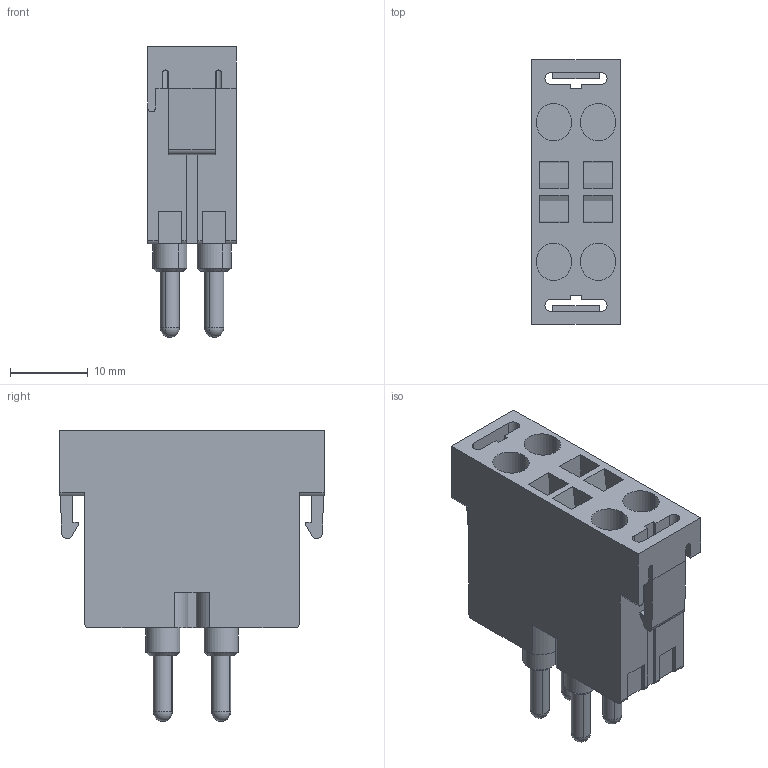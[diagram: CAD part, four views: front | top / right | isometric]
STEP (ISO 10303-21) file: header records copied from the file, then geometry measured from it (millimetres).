
FILE_DESCRIPTION(('CATIA V5 STEP Exchange','CAx-IF Rec.Pracs.--- Model Styling and Organization---1.2---2011-12-15'),'2;1');
FILE_NAME ('019931-3_1', '2018-08-27T13:14:58+00:00', ('none'), ('Weidmueller'), 'CATIA Version 5-6 Release 2014', 'CATIA V5 STEP AP214', 'none');
FILE_SCHEMA(('AUTOMOTIVE_DESIGN { 1 0 10303 214 1 1 1 1 }'));
Length unit declared in the file: millimetre
Products named in the file (1): 1730120000
Bounding box: 11.4 x 34 x 37.42 mm (x, y, z)
Volume: 7942.6 mm3; surface area: 5456.2 mm2
Topology: 9 solids, 9 shells, 269 faces, 658 edges, 414 vertices
Faces by surface type: plane 129, cylinder 84, cone 40, torus 8, sphere 8
Entity records: 7070 total; most frequent: ORIENTED_EDGE 1300, CARTESIAN_POINT 1257, DIRECTION 942, EDGE_CURVE 650, VECTOR 420, LINE 420, VERTEX_POINT 414, AXIS2_PLACEMENT_3D 375
